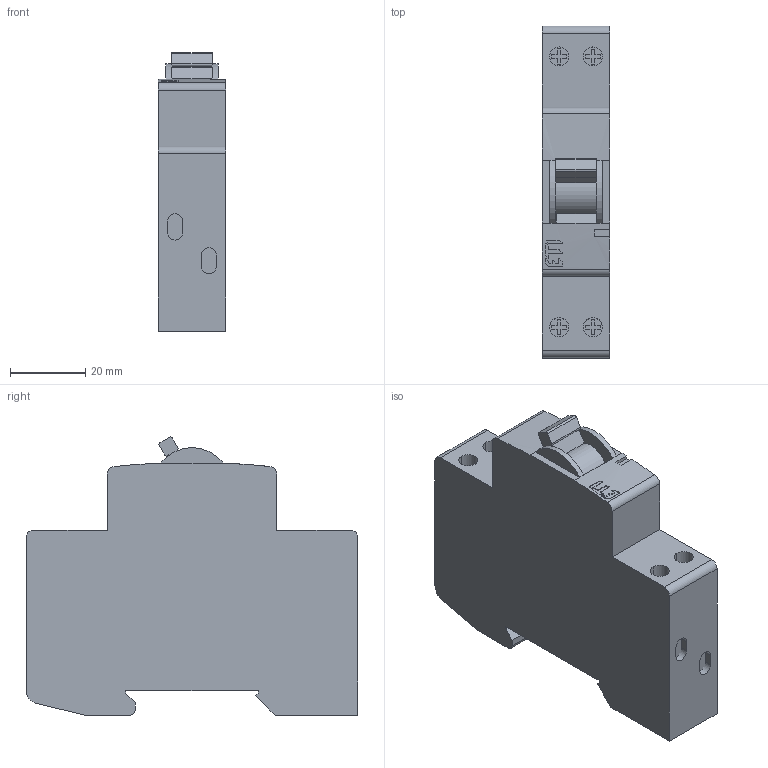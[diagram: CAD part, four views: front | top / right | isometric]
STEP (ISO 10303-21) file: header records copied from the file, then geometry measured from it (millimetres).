
FILE_DESCRIPTION((''),'2;1');
FILE_NAME('002191101_ETIMAT_1N_ASM','2022-11-28T12:13:01',('klemen.sitar'),('Audax d.o.o.'),'CREO PARAMETRIC BY PTC INC, 2021304','CREO PARAMETRIC BY PTC INC, 2021304','');
FILE_SCHEMA(('AP242_MANAGED_MODEL_BASED_3D_ENGINEERING_MIM_LF { 1 0 10303 442 1 1 4 }'));
Length unit declared in the file: millimetre
Products named in the file (16): PRT0001_1_1; PRT0002_1_1; PRT0003_1_1_1; PRT0003_1_2_1; PRT0003_1_3_1; PRT0003_1_4_1; PRT0003_1_ASM_1_ASM; PRT0004_1_1_1; PRT0004_1_2_1; PRT0004_1_ASM_1_ASM; PRT0005_1_1; PRT0006_1_1_1; PRT0006_1_2_1; PRT0006_1_ASM_1_ASM; H7_11MM_USED_FOR_ETIMAT; 002191101_ETIMAT_1N_ASM
Assembly tree (15 placements, depth 3):
  002191101_ETIMAT_1N_ASM
    PRT0001_1_1
    PRT0002_1_1
    PRT0003_1_ASM_1_ASM
      PRT0003_1_1_1
      PRT0003_1_2_1
      PRT0003_1_3_1
      PRT0003_1_4_1
    PRT0004_1_ASM_1_ASM
      PRT0004_1_1_1
      PRT0004_1_2_1
    PRT0005_1_1
    PRT0006_1_ASM_1_ASM
      PRT0006_1_1_1
      PRT0006_1_2_1
    H7_11MM_USED_FOR_ETIMAT
Bounding box: 17.9 x 88.2 x 73.97 mm (x, y, z)
Volume: 85794.3 mm3; surface area: 18632.1 mm2
Topology: 14 solids, 14 shells, 297 faces, 782 edges, 541 vertices
Faces by surface type: plane 206, cylinder 91
Entity records: 14960 total; most frequent: CARTESIAN_POINT 2031, DIRECTION 1614, ORIENTED_EDGE 1542, EDGE_CURVE 771, PRESENTATION_STYLE_ASSIGNMENT 764, STYLED_ITEM 713, VECTOR 556, LINE 556
